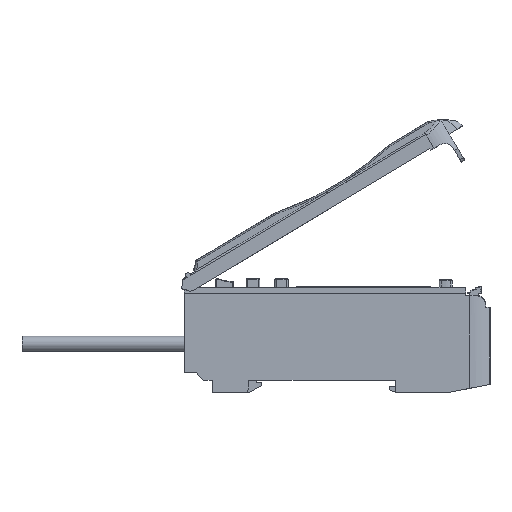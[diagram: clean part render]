
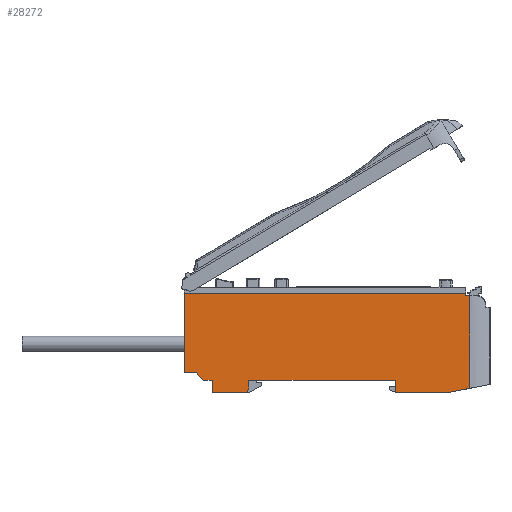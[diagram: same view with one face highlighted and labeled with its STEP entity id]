
A CAD part, front view. The second image highlights one B-rep face of the part: STEP entity #28272.
In plain terms, the highlighted planar face has unit normal (0, -1, 0).
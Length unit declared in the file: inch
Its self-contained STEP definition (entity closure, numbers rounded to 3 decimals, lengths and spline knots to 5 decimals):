
#133 = VERTEX_POINT ( 'NONE', #6543 ) ;
#308 = VERTEX_POINT ( 'NONE', #26432 ) ;
#591 = CIRCLE ( 'NONE', #4640, 0.00787 ) ;
#1064 = CARTESIAN_POINT ( 'NONE',  ( 0.11811, 2.99213, 0.11811 ) ) ;
#1126 = DIRECTION ( 'NONE',  ( 0., 1., 0. ) ) ;
#1303 = ORIENTED_EDGE ( 'NONE', *, *, #21837, .F. ) ;
#1686 = VECTOR ( 'NONE', #7996, 39.37008 ) ;
#1727 = CARTESIAN_POINT ( 'NONE',  ( 2.73811, 2.99213, 0.93898 ) ) ;
#1848 = DIRECTION ( 'NONE',  ( 0., 0., 1. ) ) ;
#1898 = EDGE_CURVE ( 'NONE', #33109, #308, #25110, .T. ) ;
#1901 = CARTESIAN_POINT ( 'NONE',  ( 0., 2.99213, 1.10236 ) ) ;
#2113 = CARTESIAN_POINT ( 'NONE',  ( 2.77748, 2.99213, 0.03937 ) ) ;
#2370 = EDGE_CURVE ( 'NONE', #40878, #7528, #41526, .T. ) ;
#2621 = ORIENTED_EDGE ( 'NONE', *, *, #14304, .F. ) ;
#2723 = ORIENTED_EDGE ( 'NONE', *, *, #10715, .F. ) ;
#2981 = LINE ( 'NONE', #15869, #34202 ) ;
#3270 = LINE ( 'NONE', #24676, #36121 ) ;
#3282 = EDGE_CURVE ( 'NONE', #8050, #6188, #2981, .T. ) ;
#3300 = CARTESIAN_POINT ( 'NONE',  ( 2.77748, 2.99213, 1.10236 ) ) ;
#3468 = DIRECTION ( 'NONE',  ( 0.631, 0., 0.776 ) ) ;
#4314 = CARTESIAN_POINT ( 'NONE',  ( 0.00787, 2.99213, 0.20472 ) ) ;
#4640 = AXIS2_PLACEMENT_3D ( 'NONE', #4314, #1126, #14037 ) ;
#4662 = CARTESIAN_POINT ( 'NONE',  ( 2.05512, 2.99213, 0.11811 ) ) ;
#4945 = EDGE_CURVE ( 'NONE', #13165, #20314, #33411, .T. ) ;
#5056 = ORIENTED_EDGE ( 'NONE', *, *, #16054, .F. ) ;
#5230 = ORIENTED_EDGE ( 'NONE', *, *, #1898, .F. ) ;
#5840 = EDGE_CURVE ( 'NONE', #308, #38765, #6412, .T. ) ;
#5906 = ORIENTED_EDGE ( 'NONE', *, *, #16662, .T. ) ;
#6188 = VERTEX_POINT ( 'NONE', #22841 ) ;
#6412 = LINE ( 'NONE', #25430, #35006 ) ;
#6543 = CARTESIAN_POINT ( 'NONE',  ( 2.73811, 2.99213, 0.96457 ) ) ;
#6615 = ORIENTED_EDGE ( 'NONE', *, *, #5840, .F. ) ;
#6947 = VECTOR ( 'NONE', #36518, 39.37008 ) ;
#7116 = ORIENTED_EDGE ( 'NONE', *, *, #14383, .F. ) ;
#7426 = ORIENTED_EDGE ( 'NONE', *, *, #38891, .F. ) ;
#7528 = VERTEX_POINT ( 'NONE', #34861 ) ;
#7773 = LINE ( 'NONE', #39464, #6947 ) ;
#7996 = DIRECTION ( 'NONE',  ( 0., 0., 1. ) ) ;
#8050 = VERTEX_POINT ( 'NONE', #4662 ) ;
#8228 = CARTESIAN_POINT ( 'NONE',  ( 0., 2.99213, 0.11811 ) ) ;
#9130 = DIRECTION ( 'NONE',  ( 0., 1., 0. ) ) ;
#10715 = EDGE_CURVE ( 'NONE', #23014, #133, #41667, .T. ) ;
#10897 = VECTOR ( 'NONE', #24732, 39.37008 ) ;
#11111 = ORIENTED_EDGE ( 'NONE', *, *, #38191, .F. ) ;
#11530 = LINE ( 'NONE', #24411, #14912 ) ;
#12470 = DIRECTION ( 'NONE',  ( -0.981, 0., -0.196 ) ) ;
#13165 = VERTEX_POINT ( 'NONE', #31262 ) ;
#14037 = DIRECTION ( 'NONE',  ( 0., 0., -1. ) ) ;
#14304 = EDGE_CURVE ( 'NONE', #38840, #29307, #20787, .T. ) ;
#14383 = EDGE_CURVE ( 'NONE', #39940, #23209, #591, .T. ) ;
#14867 = VECTOR ( 'NONE', #41448, 39.37008 ) ;
#14912 = VECTOR ( 'NONE', #33937, 39.37008 ) ;
#15869 = CARTESIAN_POINT ( 'NONE',  ( 0., 2.99213, 0.11811 ) ) ;
#15880 = CARTESIAN_POINT ( 'NONE',  ( 0., 2.99213, 1.10236 ) ) ;
#16054 = EDGE_CURVE ( 'NONE', #13165, #39940, #34415, .T. ) ;
#16107 = ORIENTED_EDGE ( 'NONE', *, *, #28934, .F. ) ;
#16662 = EDGE_CURVE ( 'NONE', #32322, #133, #3270, .T. ) ;
#17701 = LINE ( 'NONE', #20672, #1686 ) ;
#17769 = CARTESIAN_POINT ( 'NONE',  ( 2.77748, 2.99213, 0.93898 ) ) ;
#18492 = ORIENTED_EDGE ( 'NONE', *, *, #2370, .F. ) ;
#19436 = VERTEX_POINT ( 'NONE', #27898 ) ;
#19574 = CARTESIAN_POINT ( 'NONE',  ( 2.05512, 2.99213, 0. ) ) ;
#20161 = CARTESIAN_POINT ( 'NONE',  ( 0., 2.99213, 0. ) ) ;
#20314 = VERTEX_POINT ( 'NONE', #31135 ) ;
#20672 = CARTESIAN_POINT ( 'NONE',  ( 2.05512, 2.99213, 1.10236 ) ) ;
#20787 = LINE ( 'NONE', #20161, #35027 ) ;
#21836 = VECTOR ( 'NONE', #25679, 39.37008 ) ;
#21837 = EDGE_CURVE ( 'NONE', #29307, #8050, #17701, .T. ) ;
#22275 = DIRECTION ( 'NONE',  ( 0., 0., 1. ) ) ;
#22801 = VECTOR ( 'NONE', #30648, 39.37008 ) ;
#22841 = CARTESIAN_POINT ( 'NONE',  ( 0.62992, 2.99213, 0.11811 ) ) ;
#23014 = VERTEX_POINT ( 'NONE', #38268 ) ;
#23116 = LINE ( 'NONE', #26276, #24771 ) ;
#23193 = LINE ( 'NONE', #32905, #39947 ) ;
#23209 = VERTEX_POINT ( 'NONE', #23963 ) ;
#23646 = CARTESIAN_POINT ( 'NONE',  ( 2.58063, 2.99213, 0. ) ) ;
#23963 = CARTESIAN_POINT ( 'NONE',  ( 0., 2.99213, 0.20472 ) ) ;
#24411 = CARTESIAN_POINT ( 'NONE',  ( 0.62992, 2.99213, 1.10236 ) ) ;
#24596 = CARTESIAN_POINT ( 'NONE',  ( 0.27559, 2.99213, 0.11811 ) ) ;
#24676 = CARTESIAN_POINT ( 'NONE',  ( 2.73811, 2.99213, 1.02362 ) ) ;
#24732 = DIRECTION ( 'NONE',  ( 0., 0., 1. ) ) ;
#24771 = VECTOR ( 'NONE', #3468, 39.37008 ) ;
#25110 = LINE ( 'NONE', #25941, #25386 ) ;
#25386 = VECTOR ( 'NONE', #38841, 39.37008 ) ;
#25430 = CARTESIAN_POINT ( 'NONE',  ( 0.27559, 2.99213, 1.10236 ) ) ;
#25667 = EDGE_CURVE ( 'NONE', #33109, #40513, #23116, .T. ) ;
#25679 = DIRECTION ( 'NONE',  ( -1., 0., 0. ) ) ;
#25941 = CARTESIAN_POINT ( 'NONE',  ( 0., 2.99213, 0. ) ) ;
#26276 = CARTESIAN_POINT ( 'NONE',  ( 0.60433, 2.99213, 0. ) ) ;
#26432 = CARTESIAN_POINT ( 'NONE',  ( 0.27559, 2.99213, 0. ) ) ;
#26476 = VECTOR ( 'NONE', #40315, 39.37008 ) ;
#27241 = LINE ( 'NONE', #8228, #26476 ) ;
#27369 = FACE_OUTER_BOUND ( 'NONE', #30250, .T. ) ;
#27521 = ORIENTED_EDGE ( 'NONE', *, *, #36652, .F. ) ;
#27898 = CARTESIAN_POINT ( 'NONE',  ( 0.18898, 2.99213, 0.11811 ) ) ;
#28231 = ORIENTED_EDGE ( 'NONE', *, *, #3282, .F. ) ;
#28272 = ADVANCED_FACE ( 'NONE', ( #27369 ), #41432, .F. ) ;
#28588 = CARTESIAN_POINT ( 'NONE',  ( 0., 2.99213, 0.96457 ) ) ;
#28857 = CARTESIAN_POINT ( 'NONE',  ( 0., 2.99213, 0.19685 ) ) ;
#28934 = EDGE_CURVE ( 'NONE', #19436, #20314, #7773, .T. ) ;
#29307 = VERTEX_POINT ( 'NONE', #19574 ) ;
#29862 = VECTOR ( 'NONE', #12470, 39.37008 ) ;
#30250 = EDGE_LOOP ( 'NONE', ( #2621, #27521, #18492, #11111, #5906, #2723, #34511, #7116, #5056, #39049, #16107, #7426, #6615, #5230, #30530, #33153, #28231, #1303 ) ) ;
#30509 = DIRECTION ( 'NONE',  ( -1., 0., 0. ) ) ;
#30530 = ORIENTED_EDGE ( 'NONE', *, *, #25667, .T. ) ;
#30648 = DIRECTION ( 'NONE',  ( 0., 0., -1. ) ) ;
#31135 = CARTESIAN_POINT ( 'NONE',  ( 0.11811, 2.99213, 0.18898 ) ) ;
#31262 = CARTESIAN_POINT ( 'NONE',  ( 0.11811, 2.99213, 0.19685 ) ) ;
#32322 = VERTEX_POINT ( 'NONE', #1727 ) ;
#32400 = CARTESIAN_POINT ( 'NONE',  ( 0.62992, 2.99213, 0.0315 ) ) ;
#32601 = AXIS2_PLACEMENT_3D ( 'NONE', #15880, #9130, #34497 ) ;
#32905 = CARTESIAN_POINT ( 'NONE',  ( 0., 2.99213, 0.93898 ) ) ;
#33109 = VERTEX_POINT ( 'NONE', #34954 ) ;
#33153 = ORIENTED_EDGE ( 'NONE', *, *, #34037, .F. ) ;
#33411 = LINE ( 'NONE', #1064, #22801 ) ;
#33937 = DIRECTION ( 'NONE',  ( 0., 0., -1. ) ) ;
#34037 = EDGE_CURVE ( 'NONE', #6188, #40513, #11530, .T. ) ;
#34202 = VECTOR ( 'NONE', #41635, 39.37008 ) ;
#34415 = LINE ( 'NONE', #28857, #21836 ) ;
#34497 = DIRECTION ( 'NONE',  ( 0., 0., 1. ) ) ;
#34511 = ORIENTED_EDGE ( 'NONE', *, *, #34626, .F. ) ;
#34626 = EDGE_CURVE ( 'NONE', #23209, #23014, #40137, .T. ) ;
#34861 = CARTESIAN_POINT ( 'NONE',  ( 2.77748, 2.99213, 0.03937 ) ) ;
#34954 = CARTESIAN_POINT ( 'NONE',  ( 0.60433, 2.99213, 0. ) ) ;
#35006 = VECTOR ( 'NONE', #22275, 39.37008 ) ;
#35027 = VECTOR ( 'NONE', #30509, 39.37008 ) ;
#36061 = CARTESIAN_POINT ( 'NONE',  ( 0.00787, 2.99213, 0.19685 ) ) ;
#36121 = VECTOR ( 'NONE', #1848, 39.37008 ) ;
#36276 = DIRECTION ( 'NONE',  ( 1., 0., 0. ) ) ;
#36518 = DIRECTION ( 'NONE',  ( -0.707, 0., 0.707 ) ) ;
#36652 = EDGE_CURVE ( 'NONE', #7528, #38840, #37637, .T. ) ;
#37637 = LINE ( 'NONE', #2113, #29862 ) ;
#38174 = DIRECTION ( 'NONE',  ( 0., 0., -1. ) ) ;
#38191 = EDGE_CURVE ( 'NONE', #32322, #40878, #23193, .T. ) ;
#38268 = CARTESIAN_POINT ( 'NONE',  ( 0., 2.99213, 0.96457 ) ) ;
#38765 = VERTEX_POINT ( 'NONE', #24596 ) ;
#38840 = VERTEX_POINT ( 'NONE', #23646 ) ;
#38841 = DIRECTION ( 'NONE',  ( -1., 0., 0. ) ) ;
#38891 = EDGE_CURVE ( 'NONE', #38765, #19436, #27241, .T. ) ;
#39049 = ORIENTED_EDGE ( 'NONE', *, *, #4945, .T. ) ;
#39464 = CARTESIAN_POINT ( 'NONE',  ( 0.18898, 2.99213, 0.11811 ) ) ;
#39940 = VERTEX_POINT ( 'NONE', #36061 ) ;
#39947 = VECTOR ( 'NONE', #36276, 39.37008 ) ;
#40137 = LINE ( 'NONE', #1901, #10897 ) ;
#40211 = VECTOR ( 'NONE', #38174, 39.37008 ) ;
#40315 = DIRECTION ( 'NONE',  ( -1., 0., 0. ) ) ;
#40513 = VERTEX_POINT ( 'NONE', #32400 ) ;
#40878 = VERTEX_POINT ( 'NONE', #17769 ) ;
#41432 = PLANE ( 'NONE',  #32601 ) ;
#41448 = DIRECTION ( 'NONE',  ( 1., 0., 0. ) ) ;
#41526 = LINE ( 'NONE', #3300, #40211 ) ;
#41635 = DIRECTION ( 'NONE',  ( -1., 0., 0. ) ) ;
#41667 = LINE ( 'NONE', #28588, #14867 ) ;
